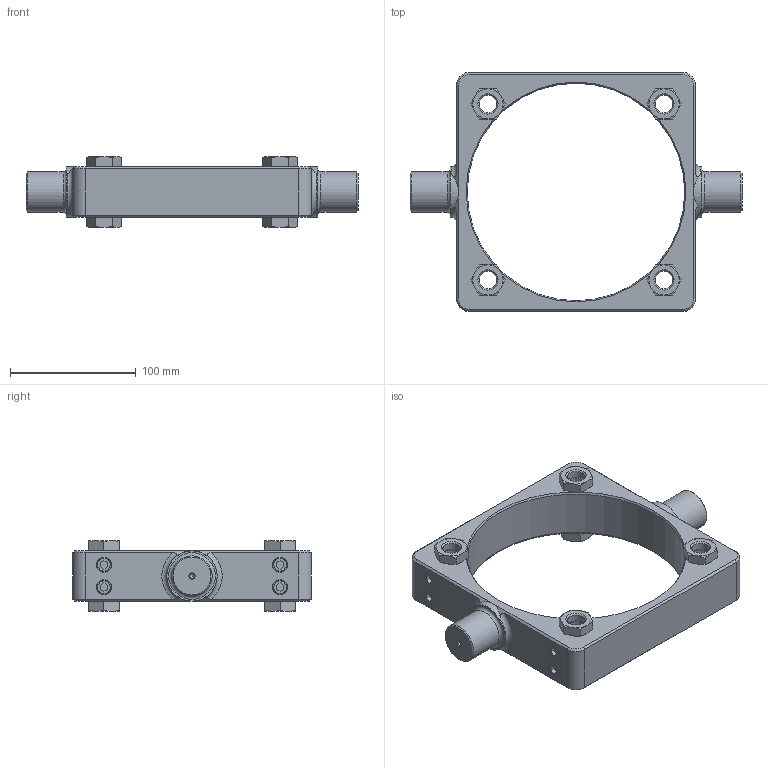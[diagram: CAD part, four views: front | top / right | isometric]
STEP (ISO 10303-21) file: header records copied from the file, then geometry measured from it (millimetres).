
FILE_DESCRIPTION(/* description */ ('CERNIERA INTERMEDIA (MT4) / INTERMEDIATE HINGE (MT4)'),/* implementation_level */ '2;1');
FILE_NAME(/* name */ 'CERI160XR.stp',/* time_stamp */ '2019-01-02T08:36:54+01:00',/* author */ ('paocor'),/* organization */ (''),/* preprocessor_version */ 'ST-DEVELOPER v17.2',/* originating_system */ 'Autodesk Inventor 2019',/* authorisation */ '');
FILE_SCHEMA (('AUTOMOTIVE_DESIGN { 1 0 10303 214 3 1 1 }'));
Length unit declared in the file: millimetre
Products named in the file (4): CERI160XR; CERI160XR/1; ANA5063; GRM1214
Assembly tree (17 placements, depth 2):
  CERI160XR
    CERI160XR/1
    ANA5063  x8
    GRM1214  x8
Bounding box: 264 x 190 x 56 mm (x, y, z)
Volume: 548299.3 mm3; surface area: 109254.5 mm2
Topology: 17 solids, 17 shells, 365 faces, 869 edges, 544 vertices
Faces by surface type: plane 160, cone 160, cylinder 39, torus 6
Full cylindrical faces by diameter (mm): 4 x2, 10.106 x8, 12 x8, 13.835 x8, 16.25 x4, 32 x2, 40 x2, 173 x1
Entity records: 4344 total; most frequent: CARTESIAN_POINT 1084, DIRECTION 681, ORIENTED_EDGE 628, EDGE_CURVE 314, AXIS2_PLACEMENT_3D 278, VERTEX_POINT 201, EDGE_LOOP 149, CIRCLE 129
